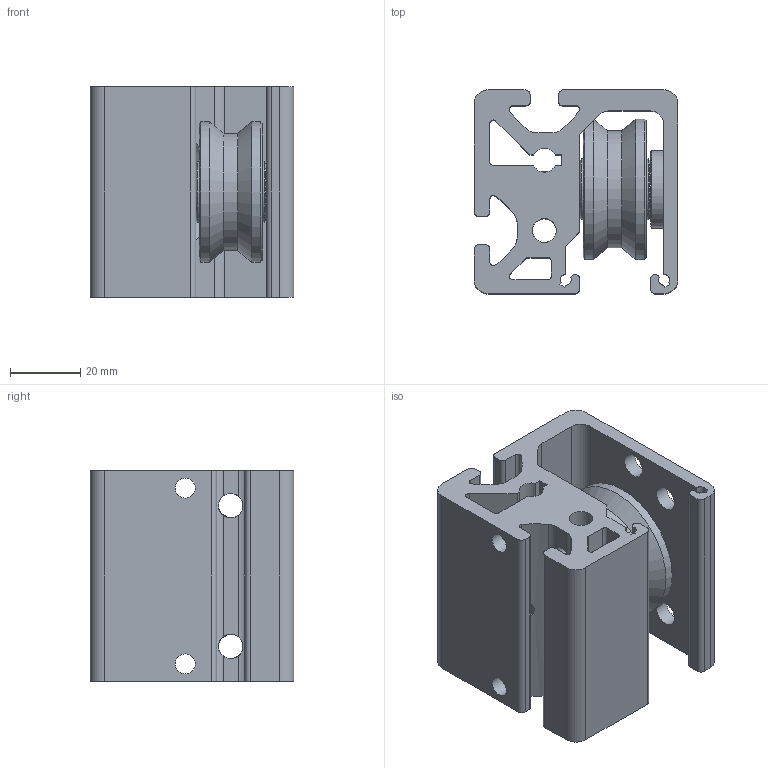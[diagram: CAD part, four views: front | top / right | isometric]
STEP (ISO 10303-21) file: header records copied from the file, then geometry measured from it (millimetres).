
FILE_DESCRIPTION(/* description */ (''),/* implementation_level */ '2;1');
FILE_NAME(/* name */ '11153_KriTec_Lagereinheit_8_D14_zentrisch.stp',/* time_stamp */ '2014-05-08T14:32:40+02:00',/* author */ ('kostic'),/* organization */ (''),/* preprocessor_version */ 'ST-DEVELOPER v15.2',/* originating_system */ 'Autodesk Inventor 2014',/* authorisation */ '');
FILE_SCHEMA (('AUTOMOTIVE_DESIGN { 1 0 10303 214 3 1 1 }'));
Length unit declared in the file: millimetre
Products named in the file (5): Profil Lagereinheit; 11158 Bolzen 8 D14z; 11158 Deckel für Bolzen 8 D14z; 11159 Laufrolle-D14; 11153_KriTec_Lagereinheit_8_D14_zentrisch
Bounding box: 58 x 58 x 60 mm (x, y, z)
Volume: 108413.7 mm3; surface area: 46463.1 mm2
Topology: 4 solids, 4 shells, 179 faces, 476 edges, 311 vertices
Faces by surface type: cylinder 79, plane 79, cone 21
Full cylindrical faces by diameter (mm): 4 x4, 5.7 x2, 6.8 x3, 7 x8, 8.376 x2, 9 x2, 10 x2, 12 x2, 17.3 x2, 22 x3, 28 x2, 33.3 x1, 39.9 x2
Entity records: 5624 total; most frequent: CARTESIAN_POINT 1222, DIRECTION 932, ORIENTED_EDGE 792, EDGE_CURVE 396, AXIS2_PLACEMENT_3D 361, VERTEX_POINT 289, EDGE_LOOP 277, LINE 210
